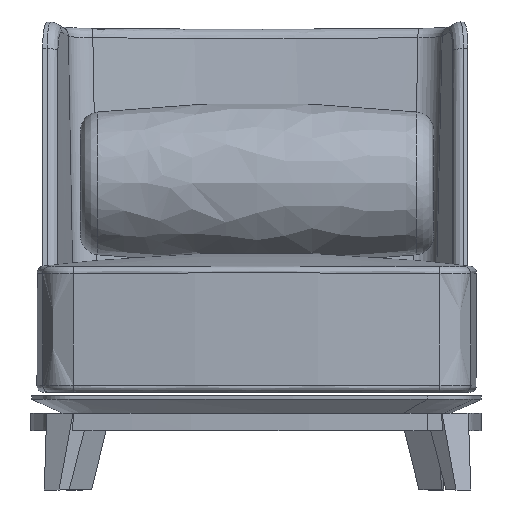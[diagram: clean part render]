
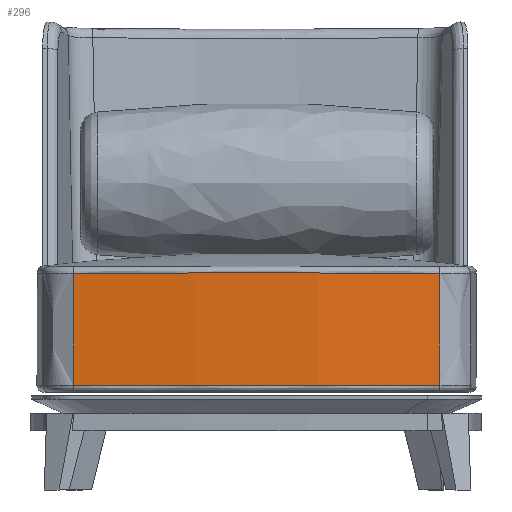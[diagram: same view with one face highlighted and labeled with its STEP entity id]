
A CAD part, front view. The second image highlights one B-rep face of the part: STEP entity #296.
In plain terms, the highlighted free-form (B-spline) face has degree [1, 3] with [2, 11] control points.
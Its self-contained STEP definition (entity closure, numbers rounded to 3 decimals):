
#296=ADVANCED_FACE($,(#423),#1728,.T.);
#423=FACE_OUTER_BOUND($,#550,.T.);
#550=EDGE_LOOP($,(#1124,#1125,#1126,#1127));
#1124=ORIENTED_EDGE($,*,*,#1468,.T.);
#1125=ORIENTED_EDGE($,*,*,#1462,.T.);
#1126=ORIENTED_EDGE($,*,*,#1433,.T.);
#1127=ORIENTED_EDGE($,*,*,#1464,.F.);
#1433=EDGE_CURVE($,#1649,#1650,#1910,.T.);
#1462=EDGE_CURVE($,#1665,#1649,#1939,.T.);
#1464=EDGE_CURVE($,#1668,#1650,#1941,.T.);
#1468=EDGE_CURVE($,#1668,#1665,#1945,.T.);
#1649=VERTEX_POINT($,#8127);
#1650=VERTEX_POINT($,#8128);
#1665=VERTEX_POINT($,#8143);
#1668=VERTEX_POINT($,#8146);
#1728=B_SPLINE_SURFACE_WITH_KNOTS($,1,3,((#7500,#7501,#7502,#7503,#7504,
#7505,#7506,#7507,#7508,#7509,#7510),(#7511,#7512,#7513,#7514,#7515,#7516,
#7517,#7518,#7519,#7520,#7521)),.UNSPECIFIED.,.F.,.F.,.F.,(2,2),(4,1,1,1,
1,1,1,1,4),(7.309,170.001),(35.866,67.775,
135.55,203.326,271.101,339.692,408.282,
476.873,511.294),.UNSPECIFIED.);
#1910=(
BOUNDED_CURVE()
B_SPLINE_CURVE(3,(#6048,#6049,#6050,#6051,#6052,#6053,#6054,#6055,#6056,
#6057,#6058,#6059,#6060,#6061,#6062,#6063,#6064,#6065,#6066,#6067,#6068,
#6069,#6070,#6071,#6072,#6073,#6074,#6075),.UNSPECIFIED.,.F.,.F.)
B_SPLINE_CURVE_WITH_KNOTS((4,1,1,1,1,1,1,1,1,1,1,1,1,1,1,1,1,1,1,1,1,1,1,
1,1,4),(0.,2.133,27.096,33.481,
42.584,66.804,118.225,142.988,167.782,
195.116,220.148,245.077,271.398,294.467,
317.722,340.853,366.369,389.735,413.137,
438.783,461.542,484.284,493.716,499.341,
521.331,524.284),.UNSPECIFIED.)
CURVE()
GEOMETRIC_REPRESENTATION_ITEM()
RATIONAL_B_SPLINE_CURVE((1.,1.,1.,1.,1.,1.,1.,1.,1.,1.,1.,1.,1.,1.,1.,1.,
1.,1.,1.,1.,1.,1.,1.,1.,1.,1.,1.,1.))
REPRESENTATION_ITEM($)
);
#1939=(
BOUNDED_CURVE()
B_SPLINE_CURVE(3,(#6421,#6422,#6423,#6424),.UNSPECIFIED.,.F.,.F.)
B_SPLINE_CURVE_WITH_KNOTS((4,4),(10.,170.294),.UNSPECIFIED.)
CURVE()
GEOMETRIC_REPRESENTATION_ITEM()
RATIONAL_B_SPLINE_CURVE((1.,1.,1.,1.))
REPRESENTATION_ITEM($)
);
#1941=(
BOUNDED_CURVE()
B_SPLINE_CURVE(3,(#6436,#6437,#6438,#6439),.UNSPECIFIED.,.F.,.F.)
B_SPLINE_CURVE_WITH_KNOTS((4,4),(10.,170.31),.UNSPECIFIED.)
CURVE()
GEOMETRIC_REPRESENTATION_ITEM()
RATIONAL_B_SPLINE_CURVE((1.,1.,1.,1.))
REPRESENTATION_ITEM($)
);
#1945=(
BOUNDED_CURVE()
B_SPLINE_CURVE(3,(#6515,#6516,#6517,#6518,#6519,#6520,#6521,#6522,#6523,
#6524,#6525,#6526,#6527,#6528,#6529,#6530,#6531,#6532,#6533,#6534,#6535,
#6536,#6537,#6538,#6539,#6540,#6541,#6542,#6543,#6544,#6545),.UNSPECIFIED.,
.F.,.F.)
B_SPLINE_CURVE_WITH_KNOTS((4,1,1,1,1,1,1,1,1,1,1,1,1,1,1,1,1,1,1,1,1,1,1,
1,1,1,1,1,4),(0.,1.879,23.872,29.496,
37.726,60.467,108.864,132.265,155.638,
181.17,204.303,227.534,252.885,276.79,
301.694,326.728,354.078,378.878,391.26,
403.641,455.056,467.166,479.276,484.43,
489.585,495.969,508.449,520.929,524.281),
.UNSPECIFIED.)
CURVE()
GEOMETRIC_REPRESENTATION_ITEM()
RATIONAL_B_SPLINE_CURVE((1.,1.,1.,1.,1.,1.,1.,1.,1.,1.,1.,1.,1.,1.,1.,1.,
1.,1.,1.,1.,1.,1.,1.,1.,1.,1.,1.,1.,1.,1.,1.))
REPRESENTATION_ITEM($)
);
#6048=CARTESIAN_POINT($,(218566.452,19731.426,306.251));
#6049=CARTESIAN_POINT($,(218565.744,19731.347,306.256));
#6050=CARTESIAN_POINT($,(218556.753,19730.342,306.313));
#6051=CARTESIAN_POINT($,(218545.628,19729.125,306.379));
#6052=CARTESIAN_POINT($,(218532.162,19727.732,306.452));
#6053=CARTESIAN_POINT($,(218518.93,19726.409,306.521));
#6054=CARTESIAN_POINT($,(218490.669,19723.808,306.655));
#6055=CARTESIAN_POINT($,(218457.147,19721.304,306.781));
#6056=CARTESIAN_POINT($,(218423.4,19719.335,306.877));
#6057=CARTESIAN_POINT($,(218397.682,19718.119,306.937));
#6058=CARTESIAN_POINT($,(218371.861,19717.202,306.982));
#6059=CARTESIAN_POINT($,(218345.989,19716.591,307.014));
#6060=CARTESIAN_POINT($,(218320.457,19716.26,307.034));
#6061=CARTESIAN_POINT($,(218295.578,19716.206,307.04));
#6062=CARTESIAN_POINT($,(218271.254,19716.418,307.034));
#6063=CARTESIAN_POINT($,(218247.998,19716.87,307.017));
#6064=CARTESIAN_POINT($,(218223.933,19717.596,306.986));
#6065=CARTESIAN_POINT($,(218199.846,19718.58,306.942));
#6066=CARTESIAN_POINT($,(218175.679,19719.819,306.884));
#6067=CARTESIAN_POINT($,(218151.483,19721.304,306.812));
#6068=CARTESIAN_POINT($,(218127.503,19723.032,306.725));
#6069=CARTESIAN_POINT($,(218103.76,19725.004,306.624));
#6070=CARTESIAN_POINT($,(218085.443,19726.721,306.533));
#6071=CARTESIAN_POINT($,(218072.846,19728.,306.463));
#6072=CARTESIAN_POINT($,(218060.512,19729.297,306.393));
#6073=CARTESIAN_POINT($,(218050.352,19730.423,306.329));
#6074=CARTESIAN_POINT($,(218042.073,19731.366,306.274));
#6075=CARTESIAN_POINT($,(218041.093,19731.478,306.267));
#6421=CARTESIAN_POINT($,(218566.452,19731.426,145.957));
#6422=CARTESIAN_POINT($,(218566.452,19731.426,199.389));
#6423=CARTESIAN_POINT($,(218566.452,19731.426,252.82));
#6424=CARTESIAN_POINT($,(218566.452,19731.426,306.251));
#6436=CARTESIAN_POINT($,(218041.093,19731.478,145.957));
#6437=CARTESIAN_POINT($,(218041.093,19731.478,199.394));
#6438=CARTESIAN_POINT($,(218041.093,19731.478,252.831));
#6439=CARTESIAN_POINT($,(218041.093,19731.478,306.267));
#6515=CARTESIAN_POINT($,(218041.093,19731.478,145.957));
#6516=CARTESIAN_POINT($,(218041.716,19731.406,145.957));
#6517=CARTESIAN_POINT($,(218049.64,19730.504,145.957));
#6518=CARTESIAN_POINT($,(218059.442,19729.414,145.957));
#6519=CARTESIAN_POINT($,(218071.375,19728.154,145.957));
#6520=CARTESIAN_POINT($,(218083.569,19726.905,145.957));
#6521=CARTESIAN_POINT($,(218110.033,19724.395,145.957));
#6522=CARTESIAN_POINT($,(218141.594,19721.932,145.957));
#6523=CARTESIAN_POINT($,(218173.393,19719.949,145.957));
#6524=CARTESIAN_POINT($,(218197.565,19718.685,145.957));
#6525=CARTESIAN_POINT($,(218221.66,19717.678,145.957));
#6526=CARTESIAN_POINT($,(218245.721,19716.927,145.957));
#6527=CARTESIAN_POINT($,(218269.734,19716.436,145.957));
#6528=CARTESIAN_POINT($,(218294.005,19716.212,145.957));
#6529=CARTESIAN_POINT($,(218318.831,19716.253,145.957));
#6530=CARTESIAN_POINT($,(218343.547,19716.548,145.957));
#6531=CARTESIAN_POINT($,(218369.416,19717.131,145.957));
#6532=CARTESIAN_POINT($,(218395.248,19718.019,145.957));
#6533=CARTESIAN_POINT($,(218416.832,19719.017,145.957));
#6534=CARTESIAN_POINT($,(218433.402,19719.92,145.957));
#6535=CARTESIAN_POINT($,(218458.858,19721.446,145.957));
#6536=CARTESIAN_POINT($,(218484.203,19723.313,145.957));
#6537=CARTESIAN_POINT($,(218509.433,19725.536,145.957));
#6538=CARTESIAN_POINT($,(218519.226,19726.455,145.957));
#6539=CARTESIAN_POINT($,(218526.699,19727.186,145.957));
#6540=CARTESIAN_POINT($,(218532.262,19727.744,145.957));
#6541=CARTESIAN_POINT($,(218540.259,19728.567,145.957));
#6542=CARTESIAN_POINT($,(218550.683,19729.678,145.957));
#6543=CARTESIAN_POINT($,(218560.086,19730.715,145.957));
#6544=CARTESIAN_POINT($,(218565.34,19731.302,145.957));
#6545=CARTESIAN_POINT($,(218566.452,19731.426,145.957));
#7500=CARTESIAN_POINT($,(218041.093,19731.478,308.649));
#7501=CARTESIAN_POINT($,(218052.499,19730.176,308.649));
#7502=CARTESIAN_POINT($,(218088.143,19726.239,308.649));
#7503=CARTESIAN_POINT($,(218148.123,19721.185,308.649));
#7504=CARTESIAN_POINT($,(218221.611,19717.342,308.649));
#7505=CARTESIAN_POINT($,(218293.701,19715.841,308.649));
#7506=CARTESIAN_POINT($,(218372.62,19716.814,308.649));
#7507=CARTESIAN_POINT($,(218450.01,19720.511,308.649));
#7508=CARTESIAN_POINT($,(218514.759,19725.76,308.649));
#7509=CARTESIAN_POINT($,(218553.508,19729.977,308.649));
#7510=CARTESIAN_POINT($,(218566.452,19731.426,308.649));
#7511=CARTESIAN_POINT($,(218041.093,19731.478,145.957));
#7512=CARTESIAN_POINT($,(218052.499,19730.176,145.957));
#7513=CARTESIAN_POINT($,(218088.143,19726.239,145.957));
#7514=CARTESIAN_POINT($,(218148.123,19721.185,145.957));
#7515=CARTESIAN_POINT($,(218221.611,19717.342,145.957));
#7516=CARTESIAN_POINT($,(218293.701,19715.841,145.957));
#7517=CARTESIAN_POINT($,(218372.62,19716.814,145.957));
#7518=CARTESIAN_POINT($,(218450.01,19720.511,145.957));
#7519=CARTESIAN_POINT($,(218514.759,19725.76,145.957));
#7520=CARTESIAN_POINT($,(218553.508,19729.977,145.957));
#7521=CARTESIAN_POINT($,(218566.452,19731.426,145.957));
#8127=CARTESIAN_POINT($,(218566.452,19731.426,306.251));
#8128=CARTESIAN_POINT($,(218041.093,19731.478,306.267));
#8143=CARTESIAN_POINT($,(218566.452,19731.426,145.957));
#8146=CARTESIAN_POINT($,(218041.093,19731.478,145.957));
